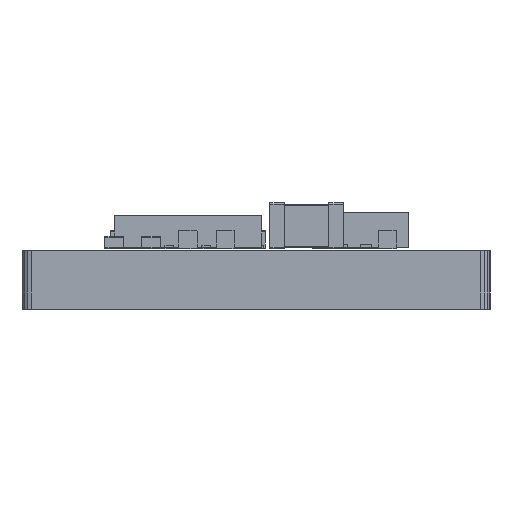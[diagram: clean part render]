
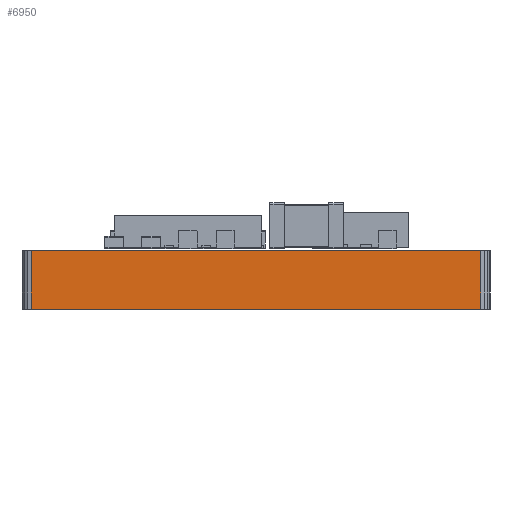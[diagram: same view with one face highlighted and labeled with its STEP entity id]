
A CAD part, front view. The second image highlights one B-rep face of the part: STEP entity #6950.
In plain terms, the highlighted planar face has unit normal (0, -1, 0).
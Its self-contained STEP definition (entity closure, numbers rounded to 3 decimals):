
#962=FACE_OUTER_BOUND('',#1369,.T.);
#1369=EDGE_LOOP('',(#6182,#6183,#6184,#6185));
#2061=LINE('',#11403,#2816);
#2092=LINE('',#11485,#2847);
#2124=LINE('',#11558,#2879);
#2125=LINE('',#11560,#2880);
#2816=VECTOR('',#9431,1.);
#2847=VECTOR('',#9484,1.);
#2879=VECTOR('',#9568,1.);
#2880=VECTOR('',#9571,1.);
#3444=VERTEX_POINT('',#11400);
#3445=VERTEX_POINT('',#11402);
#3484=VERTEX_POINT('',#11482);
#3485=VERTEX_POINT('',#11484);
#4322=EDGE_CURVE('',#3444,#3445,#2061,.T.);
#4363=EDGE_CURVE('',#3485,#3484,#2092,.T.);
#4400=EDGE_CURVE('',#3445,#3484,#2124,.T.);
#4401=EDGE_CURVE('',#3444,#3485,#2125,.T.);
#6182=ORIENTED_EDGE('',*,*,#4401,.T.);
#6183=ORIENTED_EDGE('',*,*,#4363,.T.);
#6184=ORIENTED_EDGE('',*,*,#4400,.F.);
#6185=ORIENTED_EDGE('',*,*,#4322,.F.);
#6555=PLANE('',#7664);
#6950=ADVANCED_FACE('',(#962),#6555,.T.);
#7664=AXIS2_PLACEMENT_3D('',#11559,#9569,#9570);
#9431=DIRECTION('',(-1.,0.,0.));
#9484=DIRECTION('',(-1.,0.,0.));
#9568=DIRECTION('',(0.,0.,1.));
#9569=DIRECTION('center_axis',(0.,-1.,0.));
#9570=DIRECTION('ref_axis',(-1.,0.,0.));
#9571=DIRECTION('',(0.,0.,1.));
#11400=CARTESIAN_POINT('',(12.446,-11.43,0.));
#11402=CARTESIAN_POINT('',(0.254,-11.43,0.));
#11403=CARTESIAN_POINT('',(12.446,-11.43,0.));
#11482=CARTESIAN_POINT('',(0.254,-11.43,1.58));
#11484=CARTESIAN_POINT('',(12.446,-11.43,1.58));
#11485=CARTESIAN_POINT('',(12.446,-11.43,1.58));
#11558=CARTESIAN_POINT('',(0.254,-11.43,0.));
#11559=CARTESIAN_POINT('Origin',(12.446,-11.43,0.));
#11560=CARTESIAN_POINT('',(12.446,-11.43,0.));
